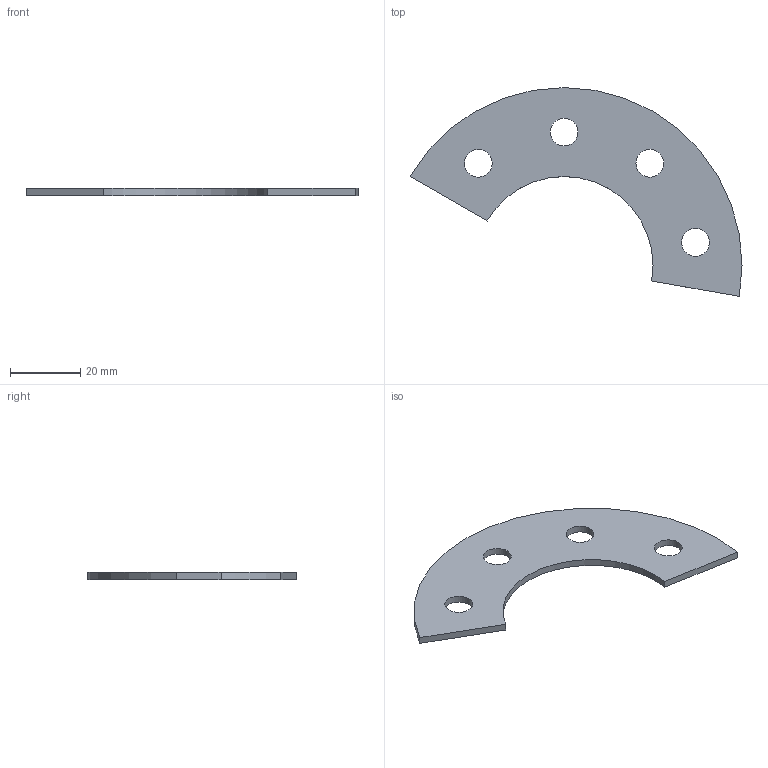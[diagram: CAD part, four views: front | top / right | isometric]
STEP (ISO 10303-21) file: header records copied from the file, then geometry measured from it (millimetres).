
FILE_DESCRIPTION(/* description */ (''),/* implementation_level */ '2;1');
FILE_NAME(/* name */ 'Spacer 1in - 4 Holes - 2mm.step',/* time_stamp */ '2023-05-22T22:15:39-04:00',/* author */ (''),/* organization */ (''),/* preprocessor_version */ 'ST-DEVELOPER v19.2',/* originating_system */ 'Autodesk Translation Framework v12.4.0.73',/* authorisation */ '');
FILE_SCHEMA (('AUTOMOTIVE_DESIGN { 1 0 10303 214 3 1 1 }'));
Length unit declared in the file: millimetre
Products named in the file (1): Spacer 1in - 4 Holes - 2mm
Bounding box: 94.79 x 59.62 x 2 mm (x, y, z)
Volume: 5009 mm3; surface area: 5735.7 mm2
Topology: 1 solids, 1 shells, 10 faces, 24 edges, 16 vertices
Faces by surface type: cylinder 6, plane 4
Full cylindrical faces by diameter (mm): 7.938 x4
Entity records: 349 total; most frequent: DIRECTION 58, CARTESIAN_POINT 51, ORIENTED_EDGE 48, EDGE_CURVE 24, AXIS2_PLACEMENT_3D 23, EDGE_LOOP 18, VERTEX_POINT 16, LINE 12
